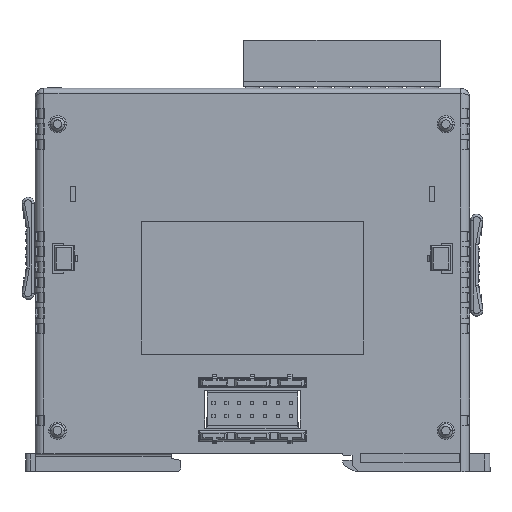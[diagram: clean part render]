
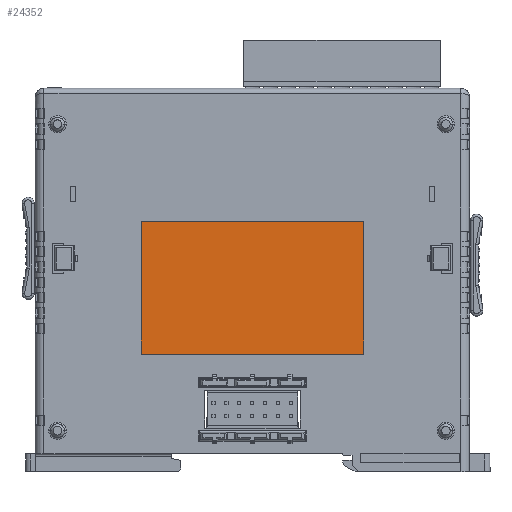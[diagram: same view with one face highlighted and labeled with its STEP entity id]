
A CAD part, left-side view. The second image highlights one B-rep face of the part: STEP entity #24352.
In plain terms, the highlighted planar face has unit normal (-1, 0, 0).
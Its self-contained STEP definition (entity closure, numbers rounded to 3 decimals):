
#1049 = DIRECTION ( 'NONE',  ( 0., -1., 0. ) ) ;
#11213 = LINE ( 'NONE', #171036, #85593 ) ;
#13244 = AXIS2_PLACEMENT_3D ( 'NONE', #134562, #134526, #134345 ) ;
#13914 = CARTESIAN_POINT ( 'NONE',  ( 83., -9.914, -36.386 ) ) ;
#14416 = ORIENTED_EDGE ( 'NONE', *, *, #25445, .T. ) ;
#14670 = CIRCLE ( 'NONE', #93243, 0.2 ) ;
#15359 = CARTESIAN_POINT ( 'NONE',  ( 83., -53.314, -62.186 ) ) ;
#18723 = DIRECTION ( 'NONE',  ( 0., 1., 0. ) ) ;
#18772 = VERTEX_POINT ( 'NONE', #110957 ) ;
#21469 = CARTESIAN_POINT ( 'NONE',  ( 83., -53.314, -36.586 ) ) ;
#24352 = ADVANCED_FACE ( 'NONE', ( #178019 ), #136733, .F. ) ;
#25445 = EDGE_CURVE ( 'NONE', #18772, #99021, #91700, .T. ) ;
#25641 = CARTESIAN_POINT ( 'NONE',  ( 83., -53.314, -75.386 ) ) ;
#29968 = CIRCLE ( 'NONE', #88922, 0.2 ) ;
#33893 = VERTEX_POINT ( 'NONE', #124721 ) ;
#34677 = DIRECTION ( 'NONE',  ( -1., 0., 0. ) ) ;
#36579 = VECTOR ( 'NONE', #179387, 1000. ) ;
#38453 = EDGE_CURVE ( 'NONE', #95611, #33893, #86868, .T. ) ;
#43273 = DIRECTION ( 'NONE',  ( 0., -1., 0. ) ) ;
#43624 = DIRECTION ( 'NONE',  ( -1., 0., 0. ) ) ;
#43828 = EDGE_CURVE ( 'NONE', #104404, #105533, #29968, .T. ) ;
#43840 = CARTESIAN_POINT ( 'NONE',  ( 83., -53.114, -62.186 ) ) ;
#43972 = EDGE_CURVE ( 'NONE', #33893, #18772, #97622, .T. ) ;
#44205 = AXIS2_PLACEMENT_3D ( 'NONE', #117999, #34677, #131899 ) ;
#44397 = CARTESIAN_POINT ( 'NONE',  ( 83., -53.114, -36.386 ) ) ;
#45919 = VERTEX_POINT ( 'NONE', #21469 ) ;
#47920 = DIRECTION ( 'NONE',  ( -1., 0., 0. ) ) ;
#49845 = EDGE_CURVE ( 'NONE', #99021, #45919, #149811, .T. ) ;
#53635 = ORIENTED_EDGE ( 'NONE', *, *, #49845, .T. ) ;
#54535 = VERTEX_POINT ( 'NONE', #44397 ) ;
#56022 = CARTESIAN_POINT ( 'NONE',  ( 83., -9.714, -75.386 ) ) ;
#67720 = ORIENTED_EDGE ( 'NONE', *, *, #82994, .T. ) ;
#71879 = EDGE_LOOP ( 'NONE', ( #132407, #138938, #14416, #53635, #88039, #125517, #133356, #67720 ) ) ;
#76225 = VECTOR ( 'NONE', #123047, 1000. ) ;
#82994 = EDGE_CURVE ( 'NONE', #105533, #95611, #143041, .T. ) ;
#84861 = DIRECTION ( 'NONE',  ( -1., 0., 0. ) ) ;
#85593 = VECTOR ( 'NONE', #18723, 1000. ) ;
#86868 = CIRCLE ( 'NONE', #44205, 0.2 ) ;
#88039 = ORIENTED_EDGE ( 'NONE', *, *, #176351, .T. ) ;
#88922 = AXIS2_PLACEMENT_3D ( 'NONE', #131124, #47920, #145019 ) ;
#91700 = CIRCLE ( 'NONE', #129723, 0.2 ) ;
#93243 = AXIS2_PLACEMENT_3D ( 'NONE', #167522, #84861, #1049 ) ;
#94346 = CARTESIAN_POINT ( 'NONE',  ( 83., -9.714, -36.586 ) ) ;
#95611 = VERTEX_POINT ( 'NONE', #148145 ) ;
#97622 = LINE ( 'NONE', #106987, #129956 ) ;
#99021 = VERTEX_POINT ( 'NONE', #15359 ) ;
#104404 = VERTEX_POINT ( 'NONE', #13914 ) ;
#105533 = VERTEX_POINT ( 'NONE', #94346 ) ;
#106987 = CARTESIAN_POINT ( 'NONE',  ( 83., 10.986, -62.386 ) ) ;
#110957 = CARTESIAN_POINT ( 'NONE',  ( 83., -53.114, -62.386 ) ) ;
#117999 = CARTESIAN_POINT ( 'NONE',  ( 83., -9.914, -62.186 ) ) ;
#120835 = DIRECTION ( 'NONE',  ( 0., -1., 0. ) ) ;
#123047 = DIRECTION ( 'NONE',  ( 0., 0., 1. ) ) ;
#124721 = CARTESIAN_POINT ( 'NONE',  ( 83., -9.914, -62.386 ) ) ;
#125517 = ORIENTED_EDGE ( 'NONE', *, *, #139467, .T. ) ;
#129723 = AXIS2_PLACEMENT_3D ( 'NONE', #43840, #43624, #43273 ) ;
#129956 = VECTOR ( 'NONE', #120835, 1000. ) ;
#131124 = CARTESIAN_POINT ( 'NONE',  ( 83., -9.914, -36.586 ) ) ;
#131899 = DIRECTION ( 'NONE',  ( 0., -1., 0. ) ) ;
#132407 = ORIENTED_EDGE ( 'NONE', *, *, #38453, .T. ) ;
#133356 = ORIENTED_EDGE ( 'NONE', *, *, #43828, .T. ) ;
#134345 = DIRECTION ( 'NONE',  ( 0., 0., 1. ) ) ;
#134526 = DIRECTION ( 'NONE',  ( 1., 0., 0. ) ) ;
#134562 = CARTESIAN_POINT ( 'NONE',  ( 83., 10.986, -75.386 ) ) ;
#136733 = PLANE ( 'NONE',  #13244 ) ;
#138938 = ORIENTED_EDGE ( 'NONE', *, *, #43972, .T. ) ;
#139467 = EDGE_CURVE ( 'NONE', #54535, #104404, #11213, .T. ) ;
#143041 = LINE ( 'NONE', #56022, #36579 ) ;
#145019 = DIRECTION ( 'NONE',  ( 0., -1., 0. ) ) ;
#148145 = CARTESIAN_POINT ( 'NONE',  ( 83., -9.714, -62.186 ) ) ;
#149811 = LINE ( 'NONE', #25641, #76225 ) ;
#167522 = CARTESIAN_POINT ( 'NONE',  ( 83., -53.114, -36.586 ) ) ;
#171036 = CARTESIAN_POINT ( 'NONE',  ( 83., 10.986, -36.386 ) ) ;
#176351 = EDGE_CURVE ( 'NONE', #45919, #54535, #14670, .T. ) ;
#178019 = FACE_OUTER_BOUND ( 'NONE', #71879, .T. ) ;
#179387 = DIRECTION ( 'NONE',  ( 0., 0., -1. ) ) ;
